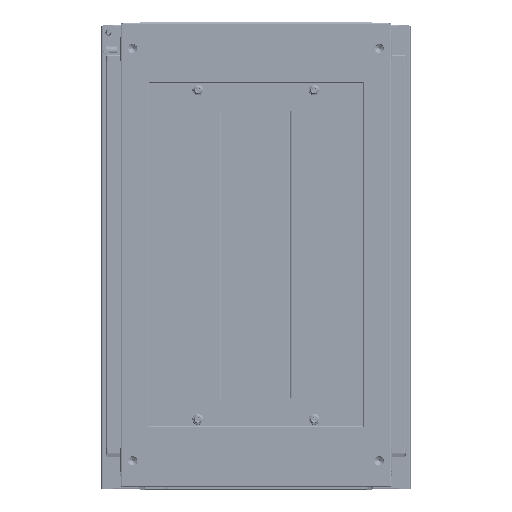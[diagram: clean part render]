
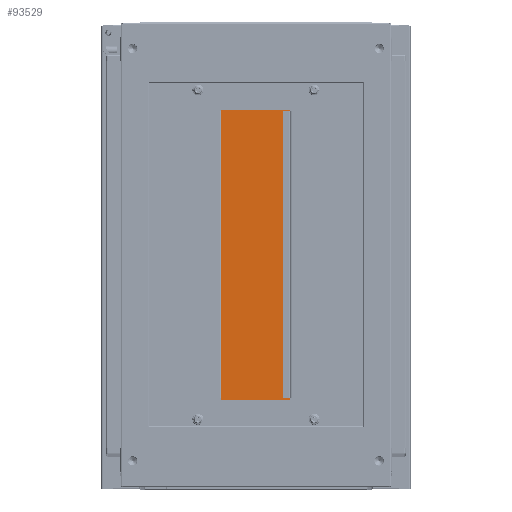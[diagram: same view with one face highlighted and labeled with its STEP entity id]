
A CAD part, top view. The second image highlights one B-rep face of the part: STEP entity #93529.
In plain terms, the highlighted face is planar.
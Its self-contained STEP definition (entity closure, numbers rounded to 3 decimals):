
#37496 = CARTESIAN_POINT ( 'NONE',  ( 185., -47.99, 1.5 ) ) ;
#37501 = CARTESIAN_POINT ( 'NONE',  ( -185., -47.99, 1.5 ) ) ;
#37509 = CARTESIAN_POINT ( 'NONE',  ( 185., -49., 1.5 ) ) ;
#37521 = CARTESIAN_POINT ( 'NONE',  ( 200., -49., 1.5 ) ) ;
#37530 = CARTESIAN_POINT ( 'NONE',  ( 200., 49., 1.5 ) ) ;
#37537 = CARTESIAN_POINT ( 'NONE',  ( -200., 49., 1.5 ) ) ;
#37554 = CARTESIAN_POINT ( 'NONE',  ( -200., -49., 1.5 ) ) ;
#37564 = CARTESIAN_POINT ( 'NONE',  ( -185., -49., 1.5 ) ) ;
#46468 = EDGE_LOOP ( 'NONE', ( #126326, #126328, #126330, #126332, #126334, #126336, #126338, #126340 ) ) ;
#64406 = CARTESIAN_POINT ( 'NONE',  ( -200., 49., 1.5 ) ) ;
#64422 = DIRECTION ( 'NONE',  ( -1., 0., 0. ) ) ;
#64432 = CARTESIAN_POINT ( 'NONE',  ( -200., 49., 1.5 ) ) ;
#64434 = DIRECTION ( 'NONE',  ( 0., -1., 0. ) ) ;
#64438 = CARTESIAN_POINT ( 'NONE',  ( -200., -49., 1.5 ) ) ;
#64440 = DIRECTION ( 'NONE',  ( 1., 0., 0. ) ) ;
#64444 = CARTESIAN_POINT ( 'NONE',  ( 185., -48., 1.5 ) ) ;
#64446 = DIRECTION ( 'NONE',  ( 0., -1., 0. ) ) ;
#64451 = CARTESIAN_POINT ( 'NONE',  ( 185., -47.99, 1.5 ) ) ;
#64452 = DIRECTION ( 'NONE',  ( -1., 0., 0. ) ) ;
#64457 = CARTESIAN_POINT ( 'NONE',  ( 200., 49., 1.5 ) ) ;
#64459 = DIRECTION ( 'NONE',  ( 0., 1., 0. ) ) ;
#64463 = CARTESIAN_POINT ( 'NONE',  ( -200., -49., 1.5 ) ) ;
#64466 = DIRECTION ( 'NONE',  ( 1., 0., 0. ) ) ;
#64469 = CARTESIAN_POINT ( 'NONE',  ( -185., -48., 1.5 ) ) ;
#64472 = DIRECTION ( 'NONE',  ( 0., -1., 0. ) ) ;
#67616 = VERTEX_POINT ( 'NONE', #37496 ) ;
#67624 = VERTEX_POINT ( 'NONE', #37501 ) ;
#67634 = VERTEX_POINT ( 'NONE', #37509 ) ;
#67651 = VERTEX_POINT ( 'NONE', #37521 ) ;
#67662 = VERTEX_POINT ( 'NONE', #37530 ) ;
#67672 = VERTEX_POINT ( 'NONE', #37537 ) ;
#67692 = VERTEX_POINT ( 'NONE', #37554 ) ;
#67706 = VERTEX_POINT ( 'NONE', #37564 ) ;
#71358 = LINE ( 'NONE', #64406, #71367 ) ;
#71367 = VECTOR ( 'NONE', #64422, 1000. ) ;
#71371 = LINE ( 'NONE', #64432, #71372 ) ;
#71372 = VECTOR ( 'NONE', #64434, 1000. ) ;
#71373 = LINE ( 'NONE', #64438, #71374 ) ;
#71374 = VECTOR ( 'NONE', #64440, 1000. ) ;
#71375 = LINE ( 'NONE', #64444, #71376 ) ;
#71376 = VECTOR ( 'NONE', #64446, 1000. ) ;
#71377 = LINE ( 'NONE', #64451, #71378 ) ;
#71378 = VECTOR ( 'NONE', #64452, 1000. ) ;
#71379 = LINE ( 'NONE', #64457, #71380 ) ;
#71380 = VECTOR ( 'NONE', #64459, 1000. ) ;
#71381 = LINE ( 'NONE', #64463, #71382 ) ;
#71382 = VECTOR ( 'NONE', #64466, 1000. ) ;
#71383 = LINE ( 'NONE', #64469, #71384 ) ;
#71384 = VECTOR ( 'NONE', #64472, 1000. ) ;
#85033 = CARTESIAN_POINT ( 'NONE',  ( -200., -49., 1.5 ) ) ;
#85034 = PLANE ( 'NONE',  #91387 ) ;
#85037 = DIRECTION ( 'NONE',  ( 0., 0., 1. ) ) ;
#85038 = DIRECTION ( 'NONE',  ( 1., 0., 0. ) ) ;
#87760 = FACE_OUTER_BOUND ( 'NONE', #46468, .T. ) ;
#91387 = AXIS2_PLACEMENT_3D ( 'NONE', #85033, #85037, #85038 ) ;
#93529 = ADVANCED_FACE ( 'NONE', ( #87760 ), #85034, .T. ) ;
#98479 = EDGE_CURVE ( 'NONE', #67662, #67672, #71358, .T. ) ;
#98481 = EDGE_CURVE ( 'NONE', #67672, #67692, #71371, .T. ) ;
#98482 = EDGE_CURVE ( 'NONE', #67634, #67651, #71373, .T. ) ;
#98483 = EDGE_CURVE ( 'NONE', #67616, #67634, #71375, .T. ) ;
#98484 = EDGE_CURVE ( 'NONE', #67616, #67624, #71377, .T. ) ;
#98485 = EDGE_CURVE ( 'NONE', #67651, #67662, #71379, .T. ) ;
#98486 = EDGE_CURVE ( 'NONE', #67692, #67706, #71381, .T. ) ;
#98487 = EDGE_CURVE ( 'NONE', #67624, #67706, #71383, .T. ) ;
#126326 = ORIENTED_EDGE ( 'NONE', *, *, #98484, .F. ) ;
#126328 = ORIENTED_EDGE ( 'NONE', *, *, #98483, .T. ) ;
#126330 = ORIENTED_EDGE ( 'NONE', *, *, #98482, .T. ) ;
#126332 = ORIENTED_EDGE ( 'NONE', *, *, #98485, .T. ) ;
#126334 = ORIENTED_EDGE ( 'NONE', *, *, #98479, .T. ) ;
#126336 = ORIENTED_EDGE ( 'NONE', *, *, #98481, .T. ) ;
#126338 = ORIENTED_EDGE ( 'NONE', *, *, #98486, .T. ) ;
#126340 = ORIENTED_EDGE ( 'NONE', *, *, #98487, .F. ) ;
